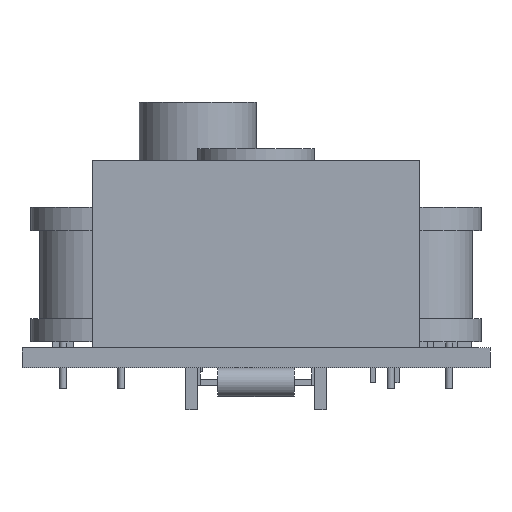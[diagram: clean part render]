
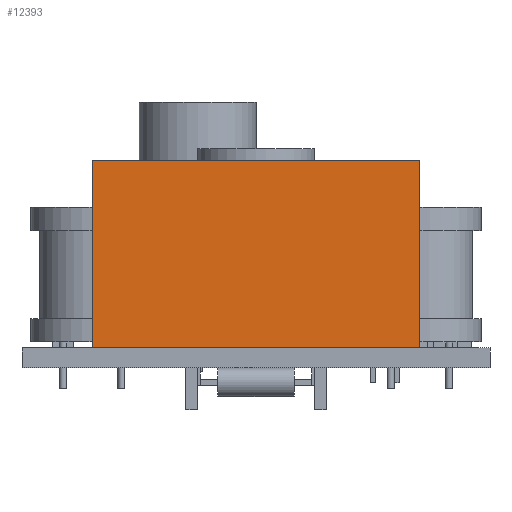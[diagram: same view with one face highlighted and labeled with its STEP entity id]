
A CAD part, left-side view. The second image highlights one B-rep face of the part: STEP entity #12393.
In plain terms, the highlighted planar face has unit normal (-1, 0, 0).
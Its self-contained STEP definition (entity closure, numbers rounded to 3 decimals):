
#12130 = EDGE_CURVE('',#12131,#12133,#12135,.T.);
#12131 = VERTEX_POINT('',#12132);
#12132 = CARTESIAN_POINT('',(-1.25,-14.,0.));
#12133 = VERTEX_POINT('',#12134);
#12134 = CARTESIAN_POINT('',(-1.25,-14.,16.));
#12135 = SURFACE_CURVE('',#12136,(#12140,#12152),.PCURVE_S1.);
#12136 = LINE('',#12137,#12138);
#12137 = CARTESIAN_POINT('',(-1.25,-14.,0.));
#12138 = VECTOR('',#12139,1.);
#12139 = DIRECTION('',(0.,0.,1.));
#12140 = PCURVE('',#12141,#12146);
#12141 = PLANE('',#12142);
#12142 = AXIS2_PLACEMENT_3D('',#12143,#12144,#12145);
#12143 = CARTESIAN_POINT('',(-1.25,-14.,0.));
#12144 = DIRECTION('',(0.,1.,0.));
#12145 = DIRECTION('',(1.,0.,0.));
#12146 = DEFINITIONAL_REPRESENTATION('',(#12147),#12151);
#12147 = LINE('',#12148,#12149);
#12148 = CARTESIAN_POINT('',(0.,0.));
#12149 = VECTOR('',#12150,1.);
#12150 = DIRECTION('',(0.,-1.));
#12151 = ( GEOMETRIC_REPRESENTATION_CONTEXT(2) 
PARAMETRIC_REPRESENTATION_CONTEXT() REPRESENTATION_CONTEXT('2D SPACE',''
  ) );
#12152 = PCURVE('',#12153,#12158);
#12153 = PLANE('',#12154);
#12154 = AXIS2_PLACEMENT_3D('',#12155,#12156,#12157);
#12155 = CARTESIAN_POINT('',(-1.25,14.,0.));
#12156 = DIRECTION('',(1.,0.,0.));
#12157 = DIRECTION('',(0.,-1.,0.));
#12158 = DEFINITIONAL_REPRESENTATION('',(#12159),#12163);
#12159 = LINE('',#12160,#12161);
#12160 = CARTESIAN_POINT('',(28.,0.));
#12161 = VECTOR('',#12162,1.);
#12162 = DIRECTION('',(0.,-1.));
#12163 = ( GEOMETRIC_REPRESENTATION_CONTEXT(2) 
PARAMETRIC_REPRESENTATION_CONTEXT() REPRESENTATION_CONTEXT('2D SPACE',''
  ) );
#12181 = PLANE('',#12182);
#12182 = AXIS2_PLACEMENT_3D('',#12183,#12184,#12185);
#12183 = CARTESIAN_POINT('',(-1.25,-14.,16.));
#12184 = DIRECTION('',(0.,0.,-1.));
#12185 = DIRECTION('',(-1.,0.,0.));
#12235 = PLANE('',#12236);
#12236 = AXIS2_PLACEMENT_3D('',#12237,#12238,#12239);
#12237 = CARTESIAN_POINT('',(-1.25,-14.,0.));
#12238 = DIRECTION('',(0.,0.,-1.));
#12239 = DIRECTION('',(-1.,0.,0.));
#12290 = PLANE('',#12291);
#12291 = AXIS2_PLACEMENT_3D('',#12292,#12293,#12294);
#12292 = CARTESIAN_POINT('',(1.25,14.,0.));
#12293 = DIRECTION('',(0.,-1.,0.));
#12294 = DIRECTION('',(-1.,0.,0.));
#12328 = VERTEX_POINT('',#12329);
#12329 = CARTESIAN_POINT('',(-1.25,14.,16.));
#12350 = EDGE_CURVE('',#12351,#12328,#12353,.T.);
#12351 = VERTEX_POINT('',#12352);
#12352 = CARTESIAN_POINT('',(-1.25,14.,0.));
#12353 = SURFACE_CURVE('',#12354,(#12358,#12365),.PCURVE_S1.);
#12354 = LINE('',#12355,#12356);
#12355 = CARTESIAN_POINT('',(-1.25,14.,0.));
#12356 = VECTOR('',#12357,1.);
#12357 = DIRECTION('',(0.,0.,1.));
#12358 = PCURVE('',#12290,#12359);
#12359 = DEFINITIONAL_REPRESENTATION('',(#12360),#12364);
#12360 = LINE('',#12361,#12362);
#12361 = CARTESIAN_POINT('',(2.5,0.));
#12362 = VECTOR('',#12363,1.);
#12363 = DIRECTION('',(0.,-1.));
#12364 = ( GEOMETRIC_REPRESENTATION_CONTEXT(2) 
PARAMETRIC_REPRESENTATION_CONTEXT() REPRESENTATION_CONTEXT('2D SPACE',''
  ) );
#12365 = PCURVE('',#12153,#12366);
#12366 = DEFINITIONAL_REPRESENTATION('',(#12367),#12371);
#12367 = LINE('',#12368,#12369);
#12368 = CARTESIAN_POINT('',(0.,0.));
#12369 = VECTOR('',#12370,1.);
#12370 = DIRECTION('',(0.,-1.));
#12371 = ( GEOMETRIC_REPRESENTATION_CONTEXT(2) 
PARAMETRIC_REPRESENTATION_CONTEXT() REPRESENTATION_CONTEXT('2D SPACE',''
  ) );
#12393 = ADVANCED_FACE('',(#12394),#12153,.F.);
#12394 = FACE_BOUND('',#12395,.F.);
#12395 = EDGE_LOOP('',(#12396,#12397,#12418,#12419));
#12396 = ORIENTED_EDGE('',*,*,#12350,.T.);
#12397 = ORIENTED_EDGE('',*,*,#12398,.T.);
#12398 = EDGE_CURVE('',#12328,#12133,#12399,.T.);
#12399 = SURFACE_CURVE('',#12400,(#12404,#12411),.PCURVE_S1.);
#12400 = LINE('',#12401,#12402);
#12401 = CARTESIAN_POINT('',(-1.25,14.,16.));
#12402 = VECTOR('',#12403,1.);
#12403 = DIRECTION('',(0.,-1.,0.));
#12404 = PCURVE('',#12153,#12405);
#12405 = DEFINITIONAL_REPRESENTATION('',(#12406),#12410);
#12406 = LINE('',#12407,#12408);
#12407 = CARTESIAN_POINT('',(0.,-16.));
#12408 = VECTOR('',#12409,1.);
#12409 = DIRECTION('',(1.,0.));
#12410 = ( GEOMETRIC_REPRESENTATION_CONTEXT(2) 
PARAMETRIC_REPRESENTATION_CONTEXT() REPRESENTATION_CONTEXT('2D SPACE',''
  ) );
#12411 = PCURVE('',#12181,#12412);
#12412 = DEFINITIONAL_REPRESENTATION('',(#12413),#12417);
#12413 = LINE('',#12414,#12415);
#12414 = CARTESIAN_POINT('',(0.,28.));
#12415 = VECTOR('',#12416,1.);
#12416 = DIRECTION('',(0.,-1.));
#12417 = ( GEOMETRIC_REPRESENTATION_CONTEXT(2) 
PARAMETRIC_REPRESENTATION_CONTEXT() REPRESENTATION_CONTEXT('2D SPACE',''
  ) );
#12418 = ORIENTED_EDGE('',*,*,#12130,.F.);
#12419 = ORIENTED_EDGE('',*,*,#12420,.F.);
#12420 = EDGE_CURVE('',#12351,#12131,#12421,.T.);
#12421 = SURFACE_CURVE('',#12422,(#12426,#12433),.PCURVE_S1.);
#12422 = LINE('',#12423,#12424);
#12423 = CARTESIAN_POINT('',(-1.25,14.,0.));
#12424 = VECTOR('',#12425,1.);
#12425 = DIRECTION('',(0.,-1.,0.));
#12426 = PCURVE('',#12153,#12427);
#12427 = DEFINITIONAL_REPRESENTATION('',(#12428),#12432);
#12428 = LINE('',#12429,#12430);
#12429 = CARTESIAN_POINT('',(0.,0.));
#12430 = VECTOR('',#12431,1.);
#12431 = DIRECTION('',(1.,0.));
#12432 = ( GEOMETRIC_REPRESENTATION_CONTEXT(2) 
PARAMETRIC_REPRESENTATION_CONTEXT() REPRESENTATION_CONTEXT('2D SPACE',''
  ) );
#12433 = PCURVE('',#12235,#12434);
#12434 = DEFINITIONAL_REPRESENTATION('',(#12435),#12439);
#12435 = LINE('',#12436,#12437);
#12436 = CARTESIAN_POINT('',(0.,28.));
#12437 = VECTOR('',#12438,1.);
#12438 = DIRECTION('',(0.,-1.));
#12439 = ( GEOMETRIC_REPRESENTATION_CONTEXT(2) 
PARAMETRIC_REPRESENTATION_CONTEXT() REPRESENTATION_CONTEXT('2D SPACE',''
  ) );
